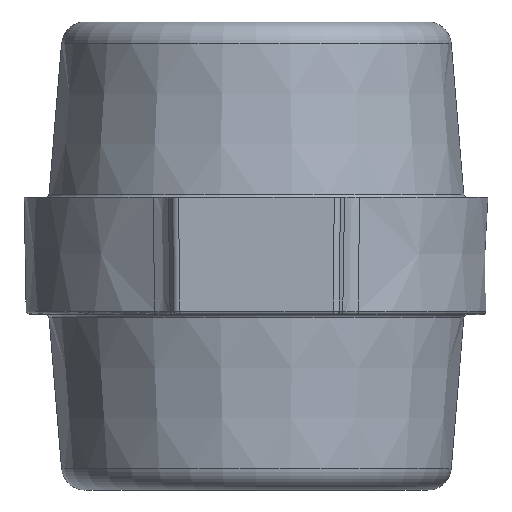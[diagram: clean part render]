
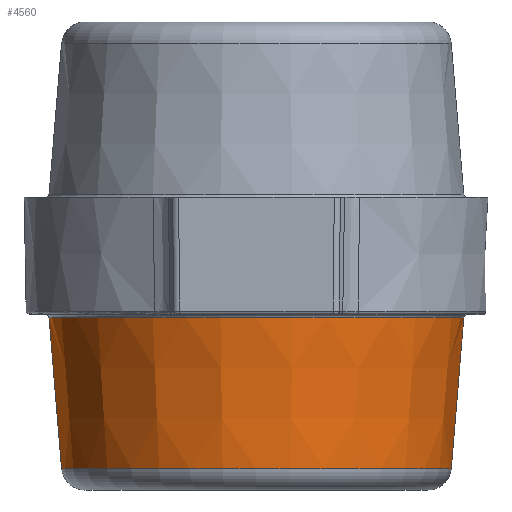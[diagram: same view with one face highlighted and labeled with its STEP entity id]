
A CAD part, front view. The second image highlights one B-rep face of the part: STEP entity #4560.
In plain terms, the highlighted conical face has half-angle 4.764 degrees and reference radius 17.19 mm.
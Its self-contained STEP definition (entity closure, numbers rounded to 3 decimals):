
#403 = EDGE_LOOP ( 'NONE', ( #32611, #22931, #13408, #24807 ) ) ;
#460 = CARTESIAN_POINT ( 'NONE',  ( 17.727, 0., -0.275 ) ) ;
#901 = AXIS2_PLACEMENT_3D ( 'NONE', #7796, #23220, #31624 ) ;
#4427 = FACE_OUTER_BOUND ( 'NONE', #403, .T. ) ;
#4560 = ADVANCED_FACE ( 'NONE', ( #4427 ), #14356, .T. ) ;
#5265 = CARTESIAN_POINT ( 'NONE',  ( -16.653, 0., -13.166 ) ) ;
#7295 = VECTOR ( 'NONE', #28820, 1000. ) ;
#7796 = CARTESIAN_POINT ( 'NONE',  ( 0., 0., -13.166 ) ) ;
#10544 = LINE ( 'NONE', #13371, #7295 ) ;
#11303 = EDGE_CURVE ( 'NONE', #22501, #29502, #14428, .T. ) ;
#13106 = VERTEX_POINT ( 'NONE', #25253 ) ;
#13371 = CARTESIAN_POINT ( 'NONE',  ( 16.653, 0., -13.166 ) ) ;
#13408 = ORIENTED_EDGE ( 'NONE', *, *, #22799, .T. ) ;
#14356 = CONICAL_SURFACE ( 'NONE', #17579, 17.19, 0.083 ) ;
#14428 = CIRCLE ( 'NONE', #36263, 17.727 ) ;
#17579 = AXIS2_PLACEMENT_3D ( 'NONE', #28970, #21113, #29474 ) ;
#21113 = DIRECTION ( 'NONE',  ( 0., 0., 1. ) ) ;
#22501 = VERTEX_POINT ( 'NONE', #460 ) ;
#22548 = CARTESIAN_POINT ( 'NONE',  ( 0., 0., -0.275 ) ) ;
#22799 = EDGE_CURVE ( 'NONE', #13106, #22501, #10544, .T. ) ;
#22931 = ORIENTED_EDGE ( 'NONE', *, *, #32518, .T. ) ;
#23220 = DIRECTION ( 'NONE',  ( 0., 0., 1. ) ) ;
#24807 = ORIENTED_EDGE ( 'NONE', *, *, #11303, .T. ) ;
#25253 = CARTESIAN_POINT ( 'NONE',  ( 16.653, 0., -13.166 ) ) ;
#26022 = CARTESIAN_POINT ( 'NONE',  ( -16.653, 0., -13.166 ) ) ;
#26920 = CARTESIAN_POINT ( 'NONE',  ( -17.727, 0., -0.275 ) ) ;
#28820 = DIRECTION ( 'NONE',  ( 0.083, 0., 0.997 ) ) ;
#28970 = CARTESIAN_POINT ( 'NONE',  ( 0., 0., -6.721 ) ) ;
#29474 = DIRECTION ( 'NONE',  ( -1., 0., 0. ) ) ;
#29502 = VERTEX_POINT ( 'NONE', #26920 ) ;
#30539 = EDGE_CURVE ( 'NONE', #37712, #29502, #32644, .T. ) ;
#31624 = DIRECTION ( 'NONE',  ( -1., 0., 0. ) ) ;
#32518 = EDGE_CURVE ( 'NONE', #37712, #13106, #37305, .T. ) ;
#32611 = ORIENTED_EDGE ( 'NONE', *, *, #30539, .F. ) ;
#32644 = LINE ( 'NONE', #5265, #38035 ) ;
#36178 = DIRECTION ( 'NONE',  ( -0.083, 0., 0.997 ) ) ;
#36263 = AXIS2_PLACEMENT_3D ( 'NONE', #22548, #38027, #41578 ) ;
#37305 = CIRCLE ( 'NONE', #901, 16.653 ) ;
#37712 = VERTEX_POINT ( 'NONE', #26022 ) ;
#38027 = DIRECTION ( 'NONE',  ( 0., 0., -1. ) ) ;
#38035 = VECTOR ( 'NONE', #36178, 1000. ) ;
#41578 = DIRECTION ( 'NONE',  ( 1., 0., 0. ) ) ;
